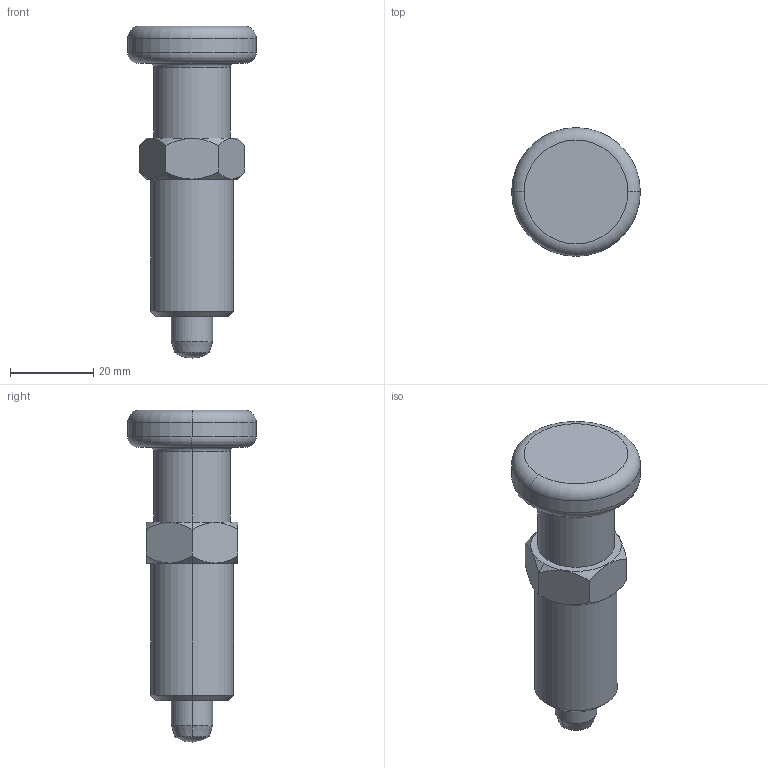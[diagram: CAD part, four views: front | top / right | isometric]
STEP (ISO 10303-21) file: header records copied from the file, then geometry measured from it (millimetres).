
FILE_DESCRIPTION(('STEP AP214'),'1');
FILE_NAME(' ',' ',('TraceParts'),('TraceParts S.A.'),'XStep 1.0',' ',' ');
FILE_SCHEMA(('automotive_design'));
Length unit declared in the file: millimetre
Products named in the file (2): 1; 2
Bounding box: 31 x 31 x 80 mm (x, y, z)
Volume: 29034.8 mm3; surface area: 8638 mm2
Topology: 2 solids, 2 shells, 39 faces, 80 edges, 47 vertices
Faces by surface type: plane 13, cylinder 10, cone 8, torus 6, sphere 2
Entity records: 1986 total; most frequent: CARTESIAN_POINT 190, DIRECTION 190, STYLED_ITEM 166, PRESENTATION_STYLE_ASSIGNMENT 166, COLOUR_RGB 166, ORIENTED_EDGE 156, AXIS2_PLACEMENT_3D 83, EDGE_CURVE 78
